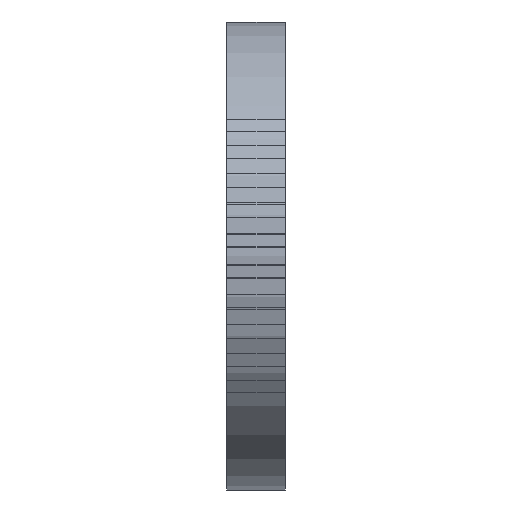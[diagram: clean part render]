
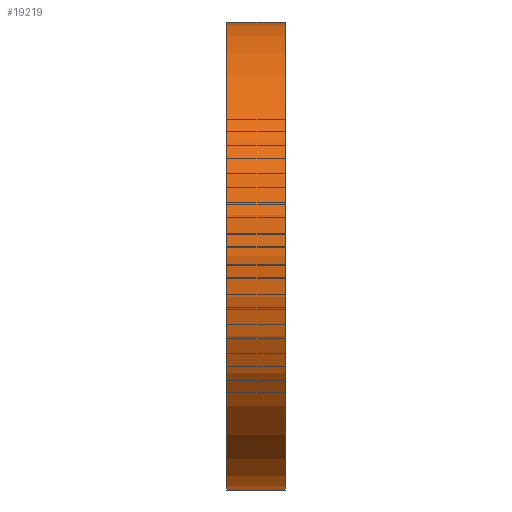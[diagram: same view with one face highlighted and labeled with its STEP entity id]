
A CAD part, left-side view. The second image highlights one B-rep face of the part: STEP entity #19219.
In plain terms, the highlighted cylindrical face has radius 38.1 mm (diameter 76.2 mm), a partial arc.
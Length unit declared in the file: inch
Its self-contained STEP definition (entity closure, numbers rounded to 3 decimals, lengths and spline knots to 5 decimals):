
#1155 = ORIENTED_EDGE ( 'NONE', *, *, #26186, .F. ) ;
#2199 = DIRECTION ( 'NONE',  ( 0., 0., -1. ) ) ;
#2317 = DIRECTION ( 'NONE',  ( 0., 1., 0. ) ) ;
#3260 = EDGE_CURVE ( 'NONE', #11494, #34996, #12779, .T. ) ;
#4527 = FACE_OUTER_BOUND ( 'NONE', #35072, .T. ) ;
#8142 = AXIS2_PLACEMENT_3D ( 'NONE', #14284, #34092, #17119 ) ;
#9037 = AXIS2_PLACEMENT_3D ( 'NONE', #19269, #2317, #22111 ) ;
#9208 = CARTESIAN_POINT ( 'NONE',  ( -4.55006, 0.375, 1.5 ) ) ;
#10009 = VECTOR ( 'NONE', #22280, 39.37008 ) ;
#10353 = ORIENTED_EDGE ( 'NONE', *, *, #11477, .T. ) ;
#11477 = EDGE_CURVE ( 'NONE', #18162, #20191, #27264, .T. ) ;
#11494 = VERTEX_POINT ( 'NONE', #22251 ) ;
#12779 = CIRCLE ( 'NONE', #8142, 1.5 ) ;
#13471 = DIRECTION ( 'NONE',  ( 0., -1., 0. ) ) ;
#14284 = CARTESIAN_POINT ( 'NONE',  ( -4.55006, 0.375, 0. ) ) ;
#16255 = CARTESIAN_POINT ( 'NONE',  ( -4.55006, 0., -1.5 ) ) ;
#16669 = CARTESIAN_POINT ( 'NONE',  ( -4.55006, 0.375, -1.5 ) ) ;
#16798 = EDGE_CURVE ( 'NONE', #11494, #18162, #24210, .T. ) ;
#17119 = DIRECTION ( 'NONE',  ( 0., 0., 1. ) ) ;
#17184 = ORIENTED_EDGE ( 'NONE', *, *, #16798, .T. ) ;
#18162 = VERTEX_POINT ( 'NONE', #16255 ) ;
#18598 = CARTESIAN_POINT ( 'NONE',  ( -4.55006, 0.375, 1.5 ) ) ;
#19219 = ADVANCED_FACE ( 'NONE', ( #4527 ), #26255, .T. ) ;
#19269 = CARTESIAN_POINT ( 'NONE',  ( -4.55006, 0., 0. ) ) ;
#20191 = VERTEX_POINT ( 'NONE', #26535 ) ;
#20271 = VECTOR ( 'NONE', #29875, 39.37008 ) ;
#22111 = DIRECTION ( 'NONE',  ( 0., 0., 1. ) ) ;
#22251 = CARTESIAN_POINT ( 'NONE',  ( -4.55006, 0.375, -1.5 ) ) ;
#22280 = DIRECTION ( 'NONE',  ( 0., -1., 0. ) ) ;
#24210 = LINE ( 'NONE', #16669, #10009 ) ;
#24904 = CARTESIAN_POINT ( 'NONE',  ( -4.55006, 0.375, 0. ) ) ;
#26186 = EDGE_CURVE ( 'NONE', #34996, #20191, #28721, .T. ) ;
#26255 = CYLINDRICAL_SURFACE ( 'NONE', #33918, 1.5 ) ;
#26535 = CARTESIAN_POINT ( 'NONE',  ( -4.55006, 0., 1.5 ) ) ;
#27264 = CIRCLE ( 'NONE', #9037, 1.5 ) ;
#28435 = ORIENTED_EDGE ( 'NONE', *, *, #3260, .F. ) ;
#28721 = LINE ( 'NONE', #18598, #20271 ) ;
#29875 = DIRECTION ( 'NONE',  ( 0., -1., 0. ) ) ;
#33918 = AXIS2_PLACEMENT_3D ( 'NONE', #24904, #13471, #2199 ) ;
#34092 = DIRECTION ( 'NONE',  ( 0., 1., 0. ) ) ;
#34996 = VERTEX_POINT ( 'NONE', #9208 ) ;
#35072 = EDGE_LOOP ( 'NONE', ( #10353, #1155, #28435, #17184 ) ) ;
